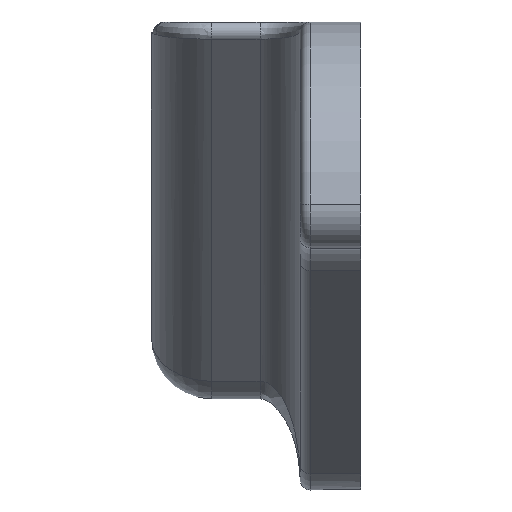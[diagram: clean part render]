
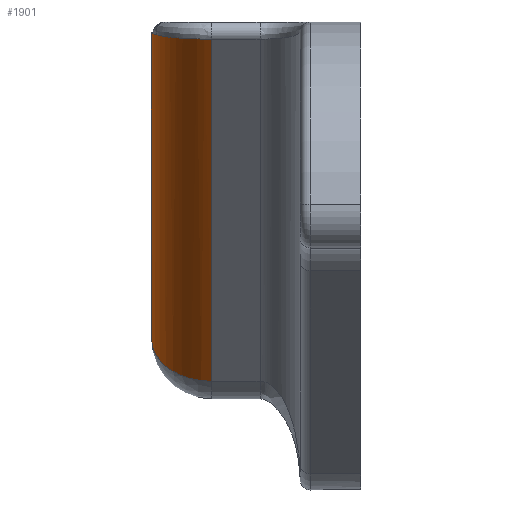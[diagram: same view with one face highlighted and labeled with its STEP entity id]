
A CAD part, left-side view. The second image highlights one B-rep face of the part: STEP entity #1901.
In plain terms, the highlighted cylindrical face has radius 3 mm (diameter 6 mm), a partial arc.
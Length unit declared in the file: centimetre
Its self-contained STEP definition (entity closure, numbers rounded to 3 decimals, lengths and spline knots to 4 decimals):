
#3 = CYLINDRICAL_SURFACE ( 'NONE', #3148, 0.3 ) ;
#16 = EDGE_CURVE ( 'NONE', #24, #2060, #1418, .T. ) ;
#24 = VERTEX_POINT ( 'NONE', #1089 ) ;
#112 = ORIENTED_EDGE ( 'NONE', *, *, #1545, .T. ) ;
#151 = CARTESIAN_POINT ( 'NONE',  ( -1.9146, 0.8635, 6.5396 ) ) ;
#172 = CIRCLE ( 'NONE', #1456, 0.3 ) ;
#238 = CARTESIAN_POINT ( 'NONE',  ( -1.6797, 1.0155, 6.561 ) ) ;
#285 = CARTESIAN_POINT ( 'NONE',  ( 2.5246, 1.04, 2.5246 ) ) ;
#403 = DIRECTION ( 'NONE',  ( 0.707, 0., -0.707 ) ) ;
#411 = CARTESIAN_POINT ( 'NONE',  ( -1.9146, 0.74, 6.5396 ) ) ;
#444 = VERTEX_POINT ( 'NONE', #3017 ) ;
#488 = CARTESIAN_POINT ( 'NONE',  ( -1.9146, 0.74, 6.5396 ) ) ;
#786 = VECTOR ( 'NONE', #2981, 100. ) ;
#808 = CARTESIAN_POINT ( 'NONE',  ( -1.6797, 1.0155, 6.561 ) ) ;
#823 = ORIENTED_EDGE ( 'NONE', *, *, #3056, .F. ) ;
#856 = VERTEX_POINT ( 'NONE', #238 ) ;
#1059 = EDGE_CURVE ( 'NONE', #3516, #856, #2775, .T. ) ;
#1074 = B_SPLINE_CURVE_WITH_KNOTS ( 'NONE', 3,
 ( #808, #2989, #1384, #3538 ),
 .UNSPECIFIED., .F., .F.,
 ( 4, 4 ),
 ( 0., 0.0004 ),
 .UNSPECIFIED. ) ;
#1089 = CARTESIAN_POINT ( 'NONE',  ( 0., 1.04, 5.0493 ) ) ;
#1129 = CARTESIAN_POINT ( 'NONE',  ( -1.5221, 1.04, 6.5714 ) ) ;
#1361 = ORIENTED_EDGE ( 'NONE', *, *, #1970, .T. ) ;
#1384 = CARTESIAN_POINT ( 'NONE',  ( -1.6559, 1.0227, 6.5626 ) ) ;
#1418 = LINE ( 'NONE', #285, #786 ) ;
#1456 = AXIS2_PLACEMENT_3D ( 'NONE', #2028, #403, #2305 ) ;
#1545 = EDGE_CURVE ( 'NONE', #444, #2060, #2901, .T. ) ;
#1586 = CARTESIAN_POINT ( 'NONE',  ( -1.5632, 1.039, 6.5708 ) ) ;
#1636 = DIRECTION ( 'NONE',  ( 0.707, 0., 0.707 ) ) ;
#1850 = EDGE_CURVE ( 'NONE', #3516, #2151, #2943, .T. ) ;
#1882 = CARTESIAN_POINT ( 'NONE',  ( -1.6038, 1.0343, 6.5681 ) ) ;
#1901 = ADVANCED_FACE ( 'NONE', ( #2215 ), #3, .T. ) ;
#1970 = EDGE_CURVE ( 'NONE', #856, #444, #1074, .T. ) ;
#2028 = CARTESIAN_POINT ( 'NONE',  ( 0., 0.74, 5.0493 ) ) ;
#2060 = VERTEX_POINT ( 'NONE', #1129 ) ;
#2097 = DIRECTION ( 'NONE',  ( 0.707, 0., -0.707 ) ) ;
#2124 = CARTESIAN_POINT ( 'NONE',  ( -2., 0.74, 6.625 ) ) ;
#2132 = CARTESIAN_POINT ( 'NONE',  ( -1.8267, 0.9666, 6.5476 ) ) ;
#2151 = VERTEX_POINT ( 'NONE', #2301 ) ;
#2155 = ORIENTED_EDGE ( 'NONE', *, *, #1059, .T. ) ;
#2215 = FACE_OUTER_BOUND ( 'NONE', #2623, .T. ) ;
#2301 = CARTESIAN_POINT ( 'NONE',  ( -0.2121, 0.74, 4.8371 ) ) ;
#2305 = DIRECTION ( 'NONE',  ( -0.707, 0., -0.707 ) ) ;
#2393 = ORIENTED_EDGE ( 'NONE', *, *, #16, .F. ) ;
#2568 = VECTOR ( 'NONE', #2097, 100. ) ;
#2623 = EDGE_LOOP ( 'NONE', ( #1361, #112, #2393, #823, #2862, #2155 ) ) ;
#2775 =( BOUNDED_CURVE ( )  B_SPLINE_CURVE ( 3, ( #411, #151, #2132, #3193 ),
 .UNSPECIFIED., .F., .F. ) 
 B_SPLINE_CURVE_WITH_KNOTS ( ( 4, 4 ),
 ( 0., 1.1638 ),
 .UNSPECIFIED. ) 
 CURVE ( )  GEOMETRIC_REPRESENTATION_ITEM ( )  RATIONAL_B_SPLINE_CURVE ( ( 1., 0.89, 0.89, 1. ) ) 
 REPRESENTATION_ITEM ( '' )  );
#2862 = ORIENTED_EDGE ( 'NONE', *, *, #1850, .F. ) ;
#2901 = B_SPLINE_CURVE_WITH_KNOTS ( 'NONE', 3,
 ( #3229, #3523, #1882, #1586, #3494, #3510 ),
 .UNSPECIFIED., .F., .F.,
 ( 4, 2, 4 ),
 ( 0., 0.0006, 0.0012 ),
 .UNSPECIFIED. ) ;
#2943 = LINE ( 'NONE', #2124, #2568 ) ;
#2981 = DIRECTION ( 'NONE',  ( -0.707, 0., 0.707 ) ) ;
#2989 = CARTESIAN_POINT ( 'NONE',  ( -1.6678, 1.0194, 6.5621 ) ) ;
#3017 = CARTESIAN_POINT ( 'NONE',  ( -1.6439, 1.0254, 6.5626 ) ) ;
#3056 = EDGE_CURVE ( 'NONE', #2151, #24, #172, .T. ) ;
#3148 = AXIS2_PLACEMENT_3D ( 'NONE', #3284, #3276, #1636 ) ;
#3193 = CARTESIAN_POINT ( 'NONE',  ( -1.6797, 1.0155, 6.561 ) ) ;
#3229 = CARTESIAN_POINT ( 'NONE',  ( -1.6439, 1.0254, 6.5626 ) ) ;
#3276 = DIRECTION ( 'NONE',  ( -0.707, 0., 0.707 ) ) ;
#3284 = CARTESIAN_POINT ( 'NONE',  ( 2.5246, 0.74, 2.5246 ) ) ;
#3494 = CARTESIAN_POINT ( 'NONE',  ( -1.5427, 1.04, 6.5714 ) ) ;
#3510 = CARTESIAN_POINT ( 'NONE',  ( -1.5221, 1.04, 6.5714 ) ) ;
#3516 = VERTEX_POINT ( 'NONE', #488 ) ;
#3523 = CARTESIAN_POINT ( 'NONE',  ( -1.6239, 1.0308, 6.566 ) ) ;
#3538 = CARTESIAN_POINT ( 'NONE',  ( -1.6439, 1.0254, 6.5626 ) ) ;
